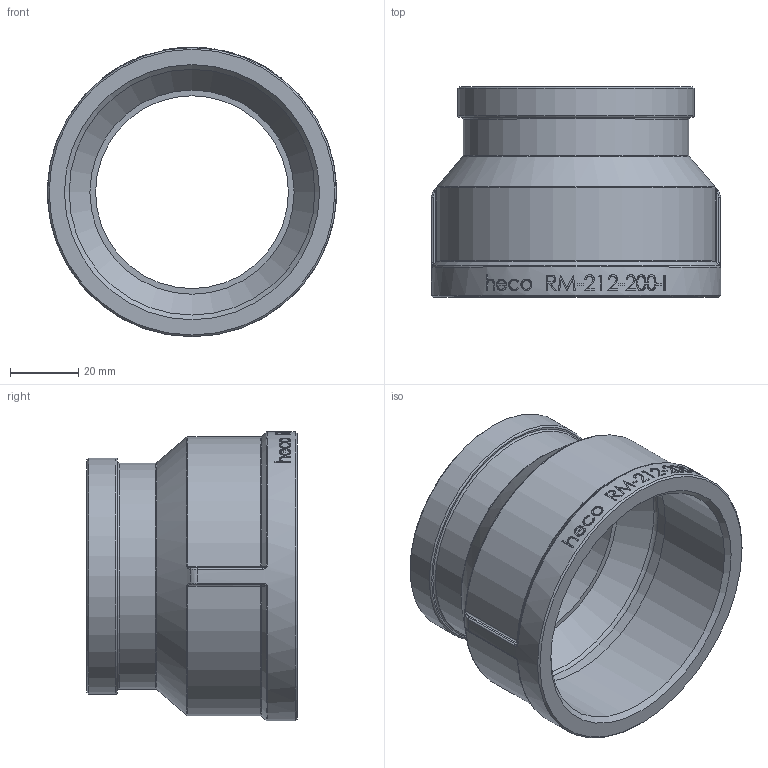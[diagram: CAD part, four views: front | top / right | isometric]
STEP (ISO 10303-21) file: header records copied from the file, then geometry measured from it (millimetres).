
FILE_DESCRIPTION (( 'STEP AP214' ), '1' );
FILE_NAME ('heco_RM-212-200-I.STEP', '2015-10-26T15:05:50', ( 'test' ), ( '' ), 'SwSTEP 2.0', 'SolidWorks 2011', '' );
FILE_SCHEMA (( 'AUTOMOTIVE_DESIGN' ));
Length unit declared in the file: millimetre
Products named in the file (1): heco_RM-212-200-I
Bounding box: 85 x 61.8 x 85.1 mm (x, y, z)
Volume: 71653.4 mm3; surface area: 32473.2 mm2
Topology: 1 solids, 1 shells, 243 faces, 610 edges, 393 vertices
Faces by surface type: bspline 117, plane 65, cylinder 37, torus 12, cone 8, sphere 4
Full cylindrical faces by diameter (mm): 56.656 x1, 66.4 x1, 69.4 x1, 72.226 x1, 75 x1, 85 x1
Entity records: 23284 total; most frequent: CARTESIAN_POINT 17729, ORIENTED_EDGE 1174, EDGE_CURVE 587, DIRECTION 577, VERTEX_POINT 386, B_SPLINE_CURVE_WITH_KNOTS 378, EDGE_LOOP 285, FACE_OUTER_BOUND 253
